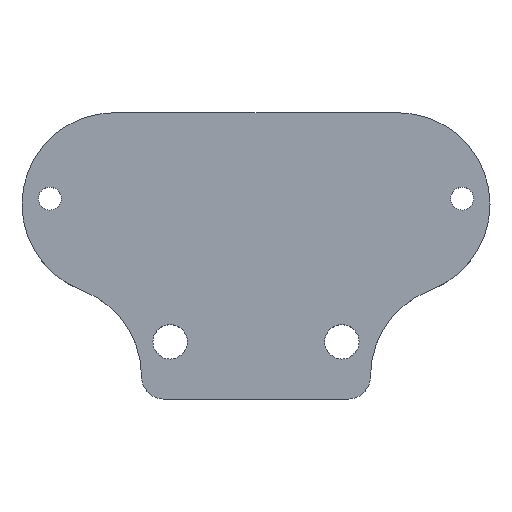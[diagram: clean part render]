
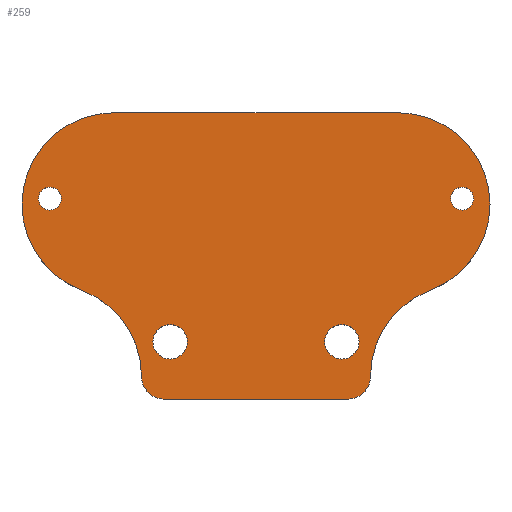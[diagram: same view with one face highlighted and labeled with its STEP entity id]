
A CAD part, top view. The second image highlights one B-rep face of the part: STEP entity #259.
In plain terms, the highlighted planar face has unit normal (0, 0, 1).
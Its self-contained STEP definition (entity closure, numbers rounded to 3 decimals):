
#15=FACE_BOUND('',#44,.T.);
#16=FACE_BOUND('',#45,.T.);
#17=FACE_BOUND('',#46,.T.);
#18=FACE_BOUND('',#47,.T.);
#24=PLANE('',#289);
#29=FACE_OUTER_BOUND('',#43,.T.);
#43=EDGE_LOOP('',(#183,#184,#185,#186,#187,#188,#189,#190));
#44=EDGE_LOOP('',(#191));
#45=EDGE_LOOP('',(#192));
#46=EDGE_LOOP('',(#193));
#47=EDGE_LOOP('',(#194));
#65=LINE('',#417,#81);
#68=LINE('',#427,#84);
#81=VECTOR('',#331,10.);
#84=VECTOR('',#340,10.);
#96=CIRCLE('',#287,2.);
#97=CIRCLE('',#290,8.);
#98=CIRCLE('',#291,8.);
#99=CIRCLE('',#292,8.);
#100=CIRCLE('',#293,8.);
#101=CIRCLE('',#294,2.);
#102=CIRCLE('',#295,1.5);
#103=CIRCLE('',#296,1.);
#104=CIRCLE('',#297,1.);
#105=CIRCLE('',#298,1.5);
#117=VERTEX_POINT('',#410);
#118=VERTEX_POINT('',#412);
#119=VERTEX_POINT('',#416);
#121=VERTEX_POINT('',#422);
#122=VERTEX_POINT('',#424);
#123=VERTEX_POINT('',#426);
#124=VERTEX_POINT('',#428);
#125=VERTEX_POINT('',#430);
#126=VERTEX_POINT('',#433);
#127=VERTEX_POINT('',#435);
#128=VERTEX_POINT('',#437);
#129=VERTEX_POINT('',#439);
#141=EDGE_CURVE('',#117,#118,#96,.T.);
#143=EDGE_CURVE('',#119,#118,#65,.T.);
#146=EDGE_CURVE('',#121,#117,#97,.T.);
#147=EDGE_CURVE('',#122,#121,#98,.T.);
#148=EDGE_CURVE('',#123,#122,#68,.T.);
#149=EDGE_CURVE('',#124,#123,#99,.T.);
#150=EDGE_CURVE('',#125,#124,#100,.T.);
#151=EDGE_CURVE('',#119,#125,#101,.T.);
#152=EDGE_CURVE('',#126,#126,#102,.T.);
#153=EDGE_CURVE('',#127,#127,#103,.T.);
#154=EDGE_CURVE('',#128,#128,#104,.T.);
#155=EDGE_CURVE('',#129,#129,#105,.T.);
#183=ORIENTED_EDGE('',*,*,#141,.F.);
#184=ORIENTED_EDGE('',*,*,#146,.F.);
#185=ORIENTED_EDGE('',*,*,#147,.F.);
#186=ORIENTED_EDGE('',*,*,#148,.F.);
#187=ORIENTED_EDGE('',*,*,#149,.F.);
#188=ORIENTED_EDGE('',*,*,#150,.F.);
#189=ORIENTED_EDGE('',*,*,#151,.F.);
#190=ORIENTED_EDGE('',*,*,#143,.T.);
#191=ORIENTED_EDGE('',*,*,#152,.T.);
#192=ORIENTED_EDGE('',*,*,#153,.T.);
#193=ORIENTED_EDGE('',*,*,#154,.T.);
#194=ORIENTED_EDGE('',*,*,#155,.T.);
#259=ADVANCED_FACE('',(#29,#15,#16,#17,#18),#24,.T.);
#287=AXIS2_PLACEMENT_3D('',#413,#326,#327);
#289=AXIS2_PLACEMENT_3D('',#421,#334,#335);
#290=AXIS2_PLACEMENT_3D('',#423,#336,#337);
#291=AXIS2_PLACEMENT_3D('',#425,#338,#339);
#292=AXIS2_PLACEMENT_3D('',#429,#341,#342);
#293=AXIS2_PLACEMENT_3D('',#431,#343,#344);
#294=AXIS2_PLACEMENT_3D('',#432,#345,#346);
#295=AXIS2_PLACEMENT_3D('',#434,#347,#348);
#296=AXIS2_PLACEMENT_3D('',#436,#349,#350);
#297=AXIS2_PLACEMENT_3D('',#438,#351,#352);
#298=AXIS2_PLACEMENT_3D('',#440,#353,#354);
#326=DIRECTION('center_axis',(0.,0.,-1.));
#327=DIRECTION('ref_axis',(0.707,-0.707,0.));
#331=DIRECTION('',(1.,0.,0.));
#334=DIRECTION('center_axis',(0.,0.,1.));
#335=DIRECTION('ref_axis',(1.,0.,0.));
#336=DIRECTION('center_axis',(0.,0.,1.));
#337=DIRECTION('ref_axis',(-0.707,0.707,0.));
#338=DIRECTION('center_axis',(0.,0.,-1.));
#339=DIRECTION('ref_axis',(0.,-1.,0.));
#340=DIRECTION('',(1.,0.,0.));
#341=DIRECTION('center_axis',(0.,0.,-1.));
#342=DIRECTION('ref_axis',(0.,-1.,0.));
#343=DIRECTION('center_axis',(0.,0.,1.));
#344=DIRECTION('ref_axis',(0.707,0.707,0.));
#345=DIRECTION('center_axis',(0.,0.,-1.));
#346=DIRECTION('ref_axis',(-0.707,-0.707,0.));
#347=DIRECTION('center_axis',(0.,0.,-1.));
#348=DIRECTION('ref_axis',(1.,0.,0.));
#349=DIRECTION('center_axis',(0.,0.,-1.));
#350=DIRECTION('ref_axis',(1.,0.,0.));
#351=DIRECTION('center_axis',(0.,0.,-1.));
#352=DIRECTION('ref_axis',(1.,0.,0.));
#353=DIRECTION('center_axis',(0.,0.,-1.));
#354=DIRECTION('ref_axis',(1.,0.,0.));
#410=CARTESIAN_POINT('',(20.,2.,0.));
#412=CARTESIAN_POINT('',(18.,0.,0.));
#413=CARTESIAN_POINT('Origin',(18.,2.,0.));
#416=CARTESIAN_POINT('',(2.,0.,0.));
#417=CARTESIAN_POINT('',(0.,0.,0.));
#421=CARTESIAN_POINT('Origin',(10.,12.5,0.));
#422=CARTESIAN_POINT('',(25.216,9.5,0.));
#423=CARTESIAN_POINT('Origin',(28.,2.,0.));
#424=CARTESIAN_POINT('',(22.432,25.,0.));
#425=CARTESIAN_POINT('Origin',(22.432,17.,0.));
#426=CARTESIAN_POINT('',(-2.432,25.,0.));
#427=CARTESIAN_POINT('',(-11.,25.,0.));
#428=CARTESIAN_POINT('',(-5.216,9.5,0.));
#429=CARTESIAN_POINT('Origin',(-2.432,17.,0.));
#430=CARTESIAN_POINT('',(0.,2.,0.));
#431=CARTESIAN_POINT('Origin',(-8.,2.,0.));
#432=CARTESIAN_POINT('Origin',(2.,2.,0.));
#433=CARTESIAN_POINT('',(1.,5.,0.));
#434=CARTESIAN_POINT('Origin',(2.5,5.,0.));
#435=CARTESIAN_POINT('',(27.,17.5,0.));
#436=CARTESIAN_POINT('Origin',(28.,17.5,0.));
#437=CARTESIAN_POINT('',(-9.,17.5,0.));
#438=CARTESIAN_POINT('Origin',(-8.,17.5,0.));
#439=CARTESIAN_POINT('',(16.,5.,0.));
#440=CARTESIAN_POINT('Origin',(17.5,5.,0.));
